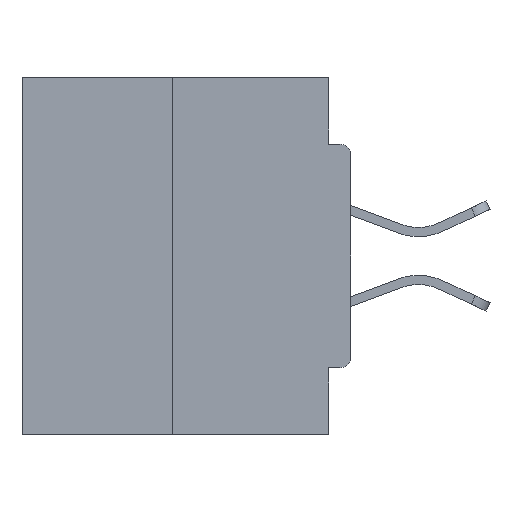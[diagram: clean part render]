
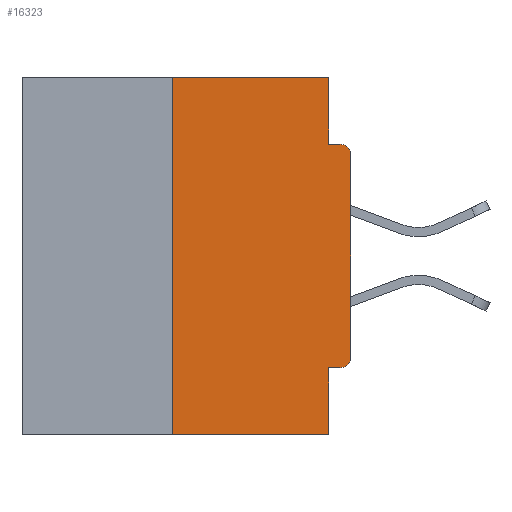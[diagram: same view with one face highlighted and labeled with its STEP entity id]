
A CAD part, left-side view. The second image highlights one B-rep face of the part: STEP entity #16323.
In plain terms, the highlighted planar face has unit normal (-1, 0, 0).
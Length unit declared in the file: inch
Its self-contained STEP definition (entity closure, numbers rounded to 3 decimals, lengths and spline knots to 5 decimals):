
#50 = CARTESIAN_POINT ( 'NONE',  ( 0., 0.46, -0.5 ) ) ;
#894 = CARTESIAN_POINT ( 'NONE',  ( 0., 0.015, -0.4065 ) ) ;
#944 = DIRECTION ( 'NONE',  ( 0., -1., 0. ) ) ;
#1749 = DIRECTION ( 'NONE',  ( 0., -1., 0. ) ) ;
#2061 = FACE_OUTER_BOUND ( 'NONE', #5833, .T. ) ;
#2251 = VERTEX_POINT ( 'NONE', #3317 ) ;
#3317 = CARTESIAN_POINT ( 'NONE',  ( 0., 0., -0.1085 ) ) ;
#3846 = VECTOR ( 'NONE', #18578, 39.37008 ) ;
#4787 = VERTEX_POINT ( 'NONE', #21695 ) ;
#4900 = LINE ( 'NONE', #8497, #8902 ) ;
#4930 = VECTOR ( 'NONE', #11465, 39.37008 ) ;
#5106 = ORIENTED_EDGE ( 'NONE', *, *, #17408, .F. ) ;
#5493 = DIRECTION ( 'NONE',  ( -1., 0., 0. ) ) ;
#5833 = EDGE_LOOP ( 'NONE', ( #31846, #27471, #14143, #5106, #27252, #15198, #17656, #8966, #25559, #26039 ) ) ;
#6138 = VERTEX_POINT ( 'NONE', #13340 ) ;
#6853 = VERTEX_POINT ( 'NONE', #12654 ) ;
#7178 = CIRCLE ( 'NONE', #35055, 0.015 ) ;
#8497 = CARTESIAN_POINT ( 'NONE',  ( 0., 0.031, 0. ) ) ;
#8777 = VECTOR ( 'NONE', #1749, 39.37008 ) ;
#8902 = VECTOR ( 'NONE', #31264, 39.37008 ) ;
#8966 = ORIENTED_EDGE ( 'NONE', *, *, #18534, .T. ) ;
#9047 = LINE ( 'NONE', #35970, #30983 ) ;
#9633 = CARTESIAN_POINT ( 'NONE',  ( 0., 0.46, 0. ) ) ;
#9748 = PLANE ( 'NONE',  #26193 ) ;
#11006 = VERTEX_POINT ( 'NONE', #29222 ) ;
#11221 = CARTESIAN_POINT ( 'NONE',  ( 0., 0., -0.4065 ) ) ;
#11436 = LINE ( 'NONE', #34988, #31157 ) ;
#11465 = DIRECTION ( 'NONE',  ( 0., -1., 0. ) ) ;
#12495 = LINE ( 'NONE', #50, #4930 ) ;
#12654 = CARTESIAN_POINT ( 'NONE',  ( 0., 0.031, -0.0935 ) ) ;
#13340 = CARTESIAN_POINT ( 'NONE',  ( 0., 0.25, 0. ) ) ;
#13517 = EDGE_CURVE ( 'NONE', #25890, #23474, #7178, .T. ) ;
#13741 = EDGE_CURVE ( 'NONE', #29095, #33145, #12495, .T. ) ;
#13745 = EDGE_CURVE ( 'NONE', #25890, #4787, #14273, .T. ) ;
#13834 = DIRECTION ( 'NONE',  ( 0., 1., 0. ) ) ;
#13836 = VECTOR ( 'NONE', #13834, 39.37008 ) ;
#14143 = ORIENTED_EDGE ( 'NONE', *, *, #13741, .T. ) ;
#14273 = LINE ( 'NONE', #11221, #13836 ) ;
#14553 = LINE ( 'NONE', #15910, #8777 ) ;
#15198 = ORIENTED_EDGE ( 'NONE', *, *, #13517, .T. ) ;
#15363 = DIRECTION ( 'NONE',  ( 1., 0., 0. ) ) ;
#15910 = CARTESIAN_POINT ( 'NONE',  ( 0., 0.46, 0. ) ) ;
#16323 = ADVANCED_FACE ( 'NONE', ( #2061 ), #9748, .F. ) ;
#16563 = CARTESIAN_POINT ( 'NONE',  ( 0., 0.031, -0.5 ) ) ;
#16948 = EDGE_CURVE ( 'NONE', #23474, #2251, #27961, .T. ) ;
#17408 = EDGE_CURVE ( 'NONE', #4787, #33145, #9047, .T. ) ;
#17619 = VECTOR ( 'NONE', #31203, 39.37008 ) ;
#17656 = ORIENTED_EDGE ( 'NONE', *, *, #16948, .T. ) ;
#18534 = EDGE_CURVE ( 'NONE', #2251, #11006, #20150, .T. ) ;
#18578 = DIRECTION ( 'NONE',  ( 0., 0., 1. ) ) ;
#20150 = CIRCLE ( 'NONE', #26957, 0.015 ) ;
#21296 = CARTESIAN_POINT ( 'NONE',  ( 0., 0.015, -0.3915 ) ) ;
#21695 = CARTESIAN_POINT ( 'NONE',  ( 0., 0.031, -0.4065 ) ) ;
#23474 = VERTEX_POINT ( 'NONE', #27793 ) ;
#23695 = CARTESIAN_POINT ( 'NONE',  ( 0., 0.031, 0. ) ) ;
#24432 = EDGE_CURVE ( 'NONE', #6853, #11006, #11436, .T. ) ;
#24664 = EDGE_CURVE ( 'NONE', #29095, #6138, #35229, .T. ) ;
#25527 = CARTESIAN_POINT ( 'NONE',  ( 0., 0.015, -0.1085 ) ) ;
#25559 = ORIENTED_EDGE ( 'NONE', *, *, #24432, .F. ) ;
#25890 = VERTEX_POINT ( 'NONE', #894 ) ;
#26039 = ORIENTED_EDGE ( 'NONE', *, *, #30003, .F. ) ;
#26193 = AXIS2_PLACEMENT_3D ( 'NONE', #9633, #15363, #35469 ) ;
#26957 = AXIS2_PLACEMENT_3D ( 'NONE', #25527, #5493, #34183 ) ;
#27252 = ORIENTED_EDGE ( 'NONE', *, *, #13745, .F. ) ;
#27471 = ORIENTED_EDGE ( 'NONE', *, *, #24664, .F. ) ;
#27793 = CARTESIAN_POINT ( 'NONE',  ( 0., 0., -0.3915 ) ) ;
#27961 = LINE ( 'NONE', #36987, #17619 ) ;
#29095 = VERTEX_POINT ( 'NONE', #30424 ) ;
#29222 = CARTESIAN_POINT ( 'NONE',  ( 0., 0.015, -0.0935 ) ) ;
#29480 = CARTESIAN_POINT ( 'NONE',  ( 0., 0.25, 0. ) ) ;
#29905 = DIRECTION ( 'NONE',  ( -1., 0., 0. ) ) ;
#30003 = EDGE_CURVE ( 'NONE', #34588, #6853, #4900, .T. ) ;
#30424 = CARTESIAN_POINT ( 'NONE',  ( 0., 0.25, -0.5 ) ) ;
#30983 = VECTOR ( 'NONE', #32584, 39.37008 ) ;
#31023 = DIRECTION ( 'NONE',  ( 0., 0., -1. ) ) ;
#31157 = VECTOR ( 'NONE', #944, 39.37008 ) ;
#31203 = DIRECTION ( 'NONE',  ( 0., 0., 1. ) ) ;
#31264 = DIRECTION ( 'NONE',  ( 0., 0., -1. ) ) ;
#31846 = ORIENTED_EDGE ( 'NONE', *, *, #32940, .F. ) ;
#32584 = DIRECTION ( 'NONE',  ( 0., 0., -1. ) ) ;
#32940 = EDGE_CURVE ( 'NONE', #6138, #34588, #14553, .T. ) ;
#33145 = VERTEX_POINT ( 'NONE', #16563 ) ;
#34183 = DIRECTION ( 'NONE',  ( 0., 0., -1. ) ) ;
#34588 = VERTEX_POINT ( 'NONE', #23695 ) ;
#34988 = CARTESIAN_POINT ( 'NONE',  ( 0., 0., -0.0935 ) ) ;
#35055 = AXIS2_PLACEMENT_3D ( 'NONE', #21296, #29905, #31023 ) ;
#35229 = LINE ( 'NONE', #29480, #3846 ) ;
#35469 = DIRECTION ( 'NONE',  ( 0., 0., -1. ) ) ;
#35970 = CARTESIAN_POINT ( 'NONE',  ( 0., 0.031, -0.5 ) ) ;
#36987 = CARTESIAN_POINT ( 'NONE',  ( 0., 0., 0. ) ) ;
